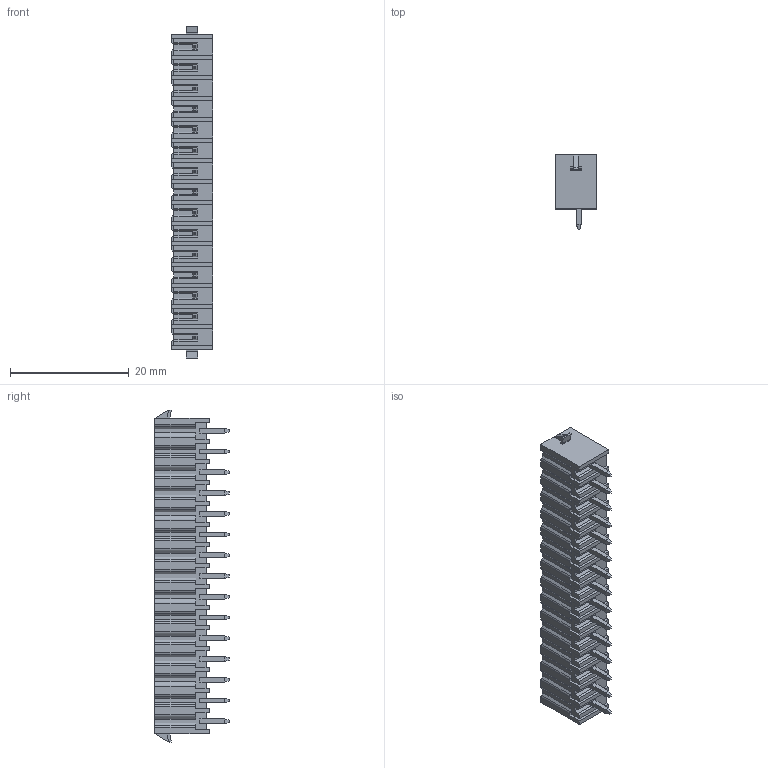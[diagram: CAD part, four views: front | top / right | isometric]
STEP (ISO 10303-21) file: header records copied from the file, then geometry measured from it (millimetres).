
FILE_DESCRIPTION((''),'2;1');
FILE_NAME('PRT0002','2024-10-12T',('sheji'),(''),'PRO/ENGINEER BY PARAMETRIC TECHNOLOGY CORPORATION, 2015240','PRO/ENGINEER BY PARAMETRIC TECHNOLOGY CORPORATION, 2015240','');
FILE_SCHEMA(('CONFIG_CONTROL_DESIGN'));
Length unit declared in the file: millimetre
Products named in the file (1): PRT0002
Bounding box: 7 x 12.6 x 56 mm (x, y, z)
Volume: 1496.5 mm3; surface area: 4677 mm2
Topology: 1 solids, 1 shells, 943 faces, 2562 edges, 1668 vertices
Faces by surface type: plane 776, cylinder 137, cone 30
Entity records: 29307 total; most frequent: CARTESIAN_POINT 5518, ORIENTED_EDGE 5124, DIRECTION 4576, EDGE_CURVE 2562, VECTOR 2194, LINE 2194, VERTEX_POINT 1668, AXIS2_PLACEMENT_3D 1191
